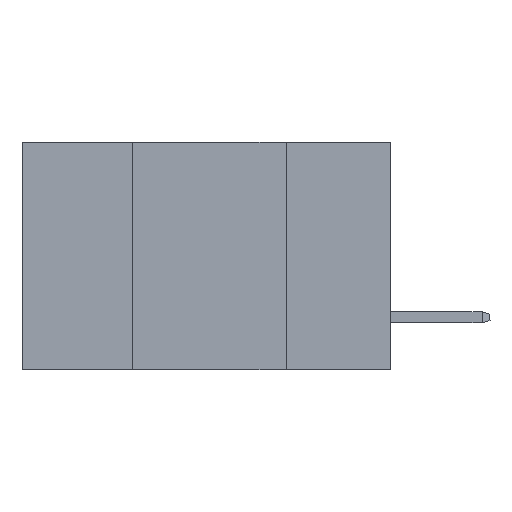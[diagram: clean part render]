
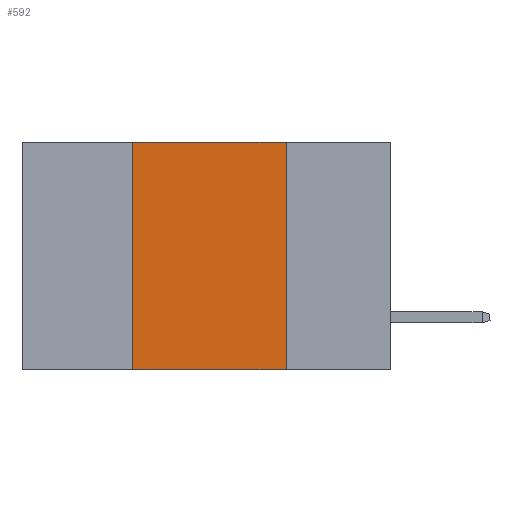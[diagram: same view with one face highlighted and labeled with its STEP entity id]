
A CAD part, left-side view. The second image highlights one B-rep face of the part: STEP entity #592.
In plain terms, the highlighted planar face has unit normal (-1, 0, 0).
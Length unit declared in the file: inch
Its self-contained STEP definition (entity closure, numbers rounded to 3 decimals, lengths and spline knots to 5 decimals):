
#355 = CARTESIAN_POINT ( 'NONE',  ( 0., 0.6, 0. ) ) ;
#526 = EDGE_CURVE ( 'NONE', #21262, #4599, #6261, .T. ) ;
#592 = ADVANCED_FACE ( 'NONE', ( #15712 ), #17167, .F. ) ;
#833 = VECTOR ( 'NONE', #15404, 39.37008 ) ;
#2362 = AXIS2_PLACEMENT_3D ( 'NONE', #19005, #17370, #16043 ) ;
#4599 = VERTEX_POINT ( 'NONE', #14917 ) ;
#4982 = DIRECTION ( 'NONE',  ( 0., 0., 1. ) ) ;
#5036 = EDGE_CURVE ( 'NONE', #21262, #22360, #22275, .T. ) ;
#5069 = CARTESIAN_POINT ( 'NONE',  ( 0., 0.42, 0. ) ) ;
#5251 = CARTESIAN_POINT ( 'NONE',  ( 0., 0.17, 0. ) ) ;
#6261 = LINE ( 'NONE', #10234, #16182 ) ;
#7423 = ORIENTED_EDGE ( 'NONE', *, *, #9753, .F. ) ;
#8480 = VECTOR ( 'NONE', #4982, 39.37008 ) ;
#9753 = EDGE_CURVE ( 'NONE', #16687, #4599, #18298, .T. ) ;
#9920 = DIRECTION ( 'NONE',  ( 0., -1., 0. ) ) ;
#10234 = CARTESIAN_POINT ( 'NONE',  ( 0., 0.6, -0.37 ) ) ;
#11542 = CARTESIAN_POINT ( 'NONE',  ( 0., 0.42, 0. ) ) ;
#13330 = VECTOR ( 'NONE', #20373, 39.37008 ) ;
#14917 = CARTESIAN_POINT ( 'NONE',  ( 0., 0.17, -0.37 ) ) ;
#15404 = DIRECTION ( 'NONE',  ( 0., -1., 0. ) ) ;
#15712 = FACE_OUTER_BOUND ( 'NONE', #24321, .T. ) ;
#16043 = DIRECTION ( 'NONE',  ( 0., 0., -1. ) ) ;
#16182 = VECTOR ( 'NONE', #9920, 39.37008 ) ;
#16460 = ORIENTED_EDGE ( 'NONE', *, *, #5036, .F. ) ;
#16558 = CARTESIAN_POINT ( 'NONE',  ( 0., 0.17, 0. ) ) ;
#16687 = VERTEX_POINT ( 'NONE', #5251 ) ;
#17167 = PLANE ( 'NONE',  #2362 ) ;
#17370 = DIRECTION ( 'NONE',  ( 1., 0., 0. ) ) ;
#17573 = EDGE_CURVE ( 'NONE', #22360, #16687, #20872, .T. ) ;
#18298 = LINE ( 'NONE', #16558, #13330 ) ;
#19005 = CARTESIAN_POINT ( 'NONE',  ( 0., 0.6, 0. ) ) ;
#19549 = CARTESIAN_POINT ( 'NONE',  ( 0., 0.42, -0.37 ) ) ;
#20373 = DIRECTION ( 'NONE',  ( 0., 0., -1. ) ) ;
#20872 = LINE ( 'NONE', #355, #833 ) ;
#21262 = VERTEX_POINT ( 'NONE', #19549 ) ;
#22275 = LINE ( 'NONE', #5069, #8480 ) ;
#22360 = VERTEX_POINT ( 'NONE', #11542 ) ;
#22698 = ORIENTED_EDGE ( 'NONE', *, *, #526, .T. ) ;
#22966 = ORIENTED_EDGE ( 'NONE', *, *, #17573, .F. ) ;
#24321 = EDGE_LOOP ( 'NONE', ( #7423, #22966, #16460, #22698 ) ) ;
